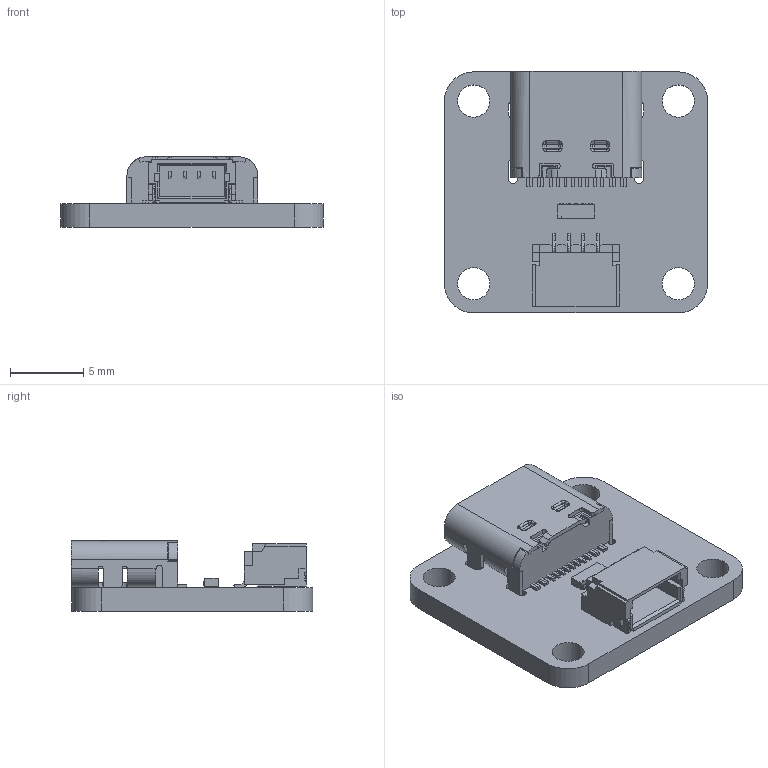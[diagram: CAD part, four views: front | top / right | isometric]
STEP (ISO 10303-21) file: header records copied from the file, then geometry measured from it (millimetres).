
FILE_DESCRIPTION(('KiCad electronic assembly'),'2;1');
FILE_NAME('usbc64.step','2022-07-02T21:25:48',('Pcbnew'),('Kicad'), 'Open CASCADE STEP processor 7.6','KiCad to STEP converter','Unknown' );
FILE_SCHEMA(('AUTOMOTIVE_DESIGN { 1 0 10303 214 1 1 1 1 }'));
Length unit declared in the file: millimetre
Products named in the file (11): usbc64 1; ESDALD05UG4; COMPOUND; SM04B-SRSS-TB; HRO_TYPE-C-31-M-12; SOLID; usbc64 PCB
Assembly tree (10 placements, depth 3):
  usbc64 1
    ESDALD05UG4
      COMPOUND
    SM04B-SRSS-TB
      COMPOUND
    HRO_TYPE-C-31-M-12
      SOLID
      SOLID
      SOLID
      SOLID
    usbc64 PCB
Bounding box: 18 x 16.55 x 4.81 mm (x, y, z)
Volume: 579.8 mm3; surface area: 1461 mm2
Topology: 24 solids, 24 shells, 920 faces, 2376 edges, 1476 vertices
Faces by surface type: bspline 888, cylinder 18, plane 14
Full cylindrical faces by diameter (mm): 0.65 x2, 2.2 x4
Entity records: 53468 total; most frequent: CARTESIAN_POINT 21867, B_SPLINE_CURVE_WITH_KNOTS 5984, ORIENTED_EDGE 4688, PCURVE 4688, DEFINITIONAL_REPRESENTATION 4688, EDGE_CURVE 2344, SURFACE_CURVE 2333, VERTEX_POINT 1476
